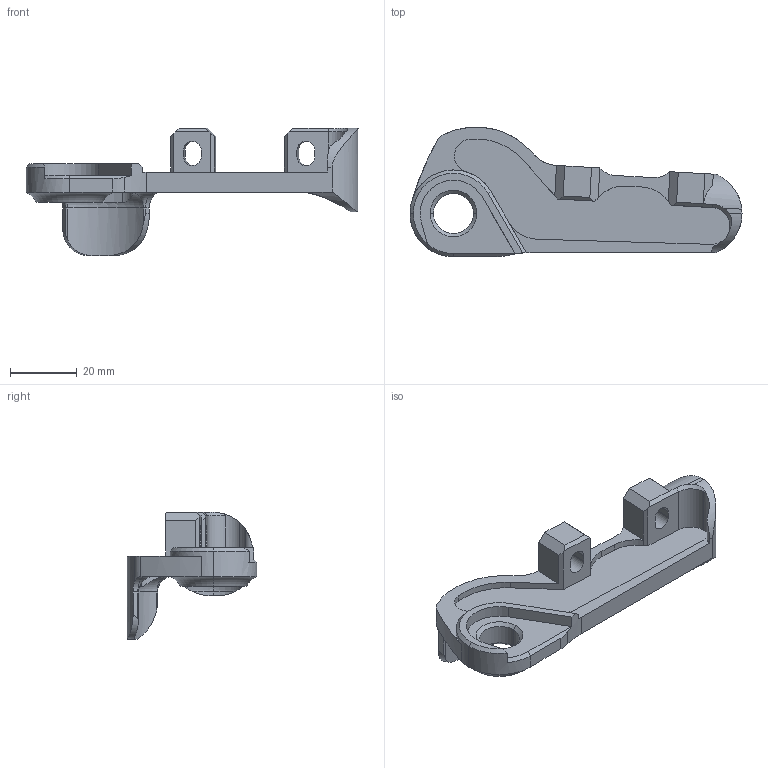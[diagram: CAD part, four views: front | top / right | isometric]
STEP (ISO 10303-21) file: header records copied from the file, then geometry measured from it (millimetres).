
FILE_DESCRIPTION (( 'STEP AP214' ), '1' );
FILE_NAME ('DR2076.STEP', '2025-04-02T16:17:37', ( '' ), ( '' ), 'SwSTEP 2.0', 'SolidWorks 2023', '' );
FILE_SCHEMA (( 'AUTOMOTIVE_DESIGN' ));
Length unit declared in the file: millimetre
Products named in the file (1): DR2076
Bounding box: 99.36 x 38.83 x 38.05 mm (x, y, z)
Volume: 16892.8 mm3; surface area: 11119.5 mm2
Topology: 1 solids, 1 shells, 190 faces, 526 edges, 342 vertices
Faces by surface type: plane 91, cylinder 56, bspline 27, cone 9, torus 7
Entity records: 7752 total; most frequent: CARTESIAN_POINT 3036, ORIENTED_EDGE 1052, DIRECTION 875, EDGE_CURVE 526, VERTEX_POINT 342, LINE 313, VECTOR 313, AXIS2_PLACEMENT_3D 281
